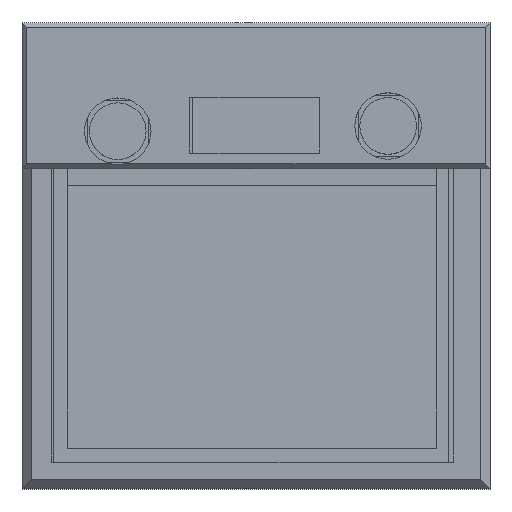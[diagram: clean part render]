
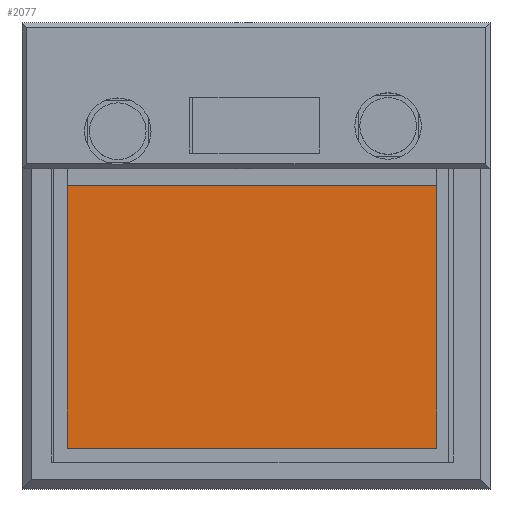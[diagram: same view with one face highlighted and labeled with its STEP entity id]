
A CAD part, top view. The second image highlights one B-rep face of the part: STEP entity #2077.
In plain terms, the highlighted planar face has unit normal (0, 0, 1).
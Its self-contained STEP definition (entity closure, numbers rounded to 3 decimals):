
#87=FACE_OUTER_BOUND('',#209,.T.);
#209=EDGE_LOOP('',(#1517,#1518,#1519,#1520));
#393=LINE('',#3021,#673);
#394=LINE('',#3023,#674);
#395=LINE('',#3025,#675);
#396=LINE('',#3026,#676);
#673=VECTOR('',#2461,10.);
#674=VECTOR('',#2462,10.);
#675=VECTOR('',#2463,10.);
#676=VECTOR('',#2464,10.);
#925=VERTEX_POINT('',#3019);
#926=VERTEX_POINT('',#3020);
#927=VERTEX_POINT('',#3022);
#928=VERTEX_POINT('',#3024);
#1143=EDGE_CURVE('',#925,#926,#393,.T.);
#1144=EDGE_CURVE('',#926,#927,#394,.T.);
#1145=EDGE_CURVE('',#927,#928,#395,.T.);
#1146=EDGE_CURVE('',#928,#925,#396,.T.);
#1517=ORIENTED_EDGE('',*,*,#1143,.T.);
#1518=ORIENTED_EDGE('',*,*,#1144,.T.);
#1519=ORIENTED_EDGE('',*,*,#1145,.T.);
#1520=ORIENTED_EDGE('',*,*,#1146,.T.);
#1963=PLANE('',#2211);
#2077=ADVANCED_FACE('',(#87),#1963,.T.);
#2211=AXIS2_PLACEMENT_3D('',#3018,#2459,#2460);
#2459=DIRECTION('center_axis',(0.,0.,1.));
#2460=DIRECTION('ref_axis',(1.,0.,0.));
#2461=DIRECTION('',(1.,0.,0.));
#2462=DIRECTION('',(0.,1.,0.));
#2463=DIRECTION('',(-1.,0.,0.));
#2464=DIRECTION('',(0.,-1.,0.));
#3018=CARTESIAN_POINT('Origin',(-14.535,-36.5,19.7));
#3019=CARTESIAN_POINT('',(-54.622,-65.,19.7));
#3020=CARTESIAN_POINT('',(25.552,-65.,19.7));
#3021=CARTESIAN_POINT('',(25.552,-65.,19.7));
#3022=CARTESIAN_POINT('',(25.552,-8.,19.7));
#3023=CARTESIAN_POINT('',(25.552,-8.,19.7));
#3024=CARTESIAN_POINT('',(-54.622,-8.,19.7));
#3025=CARTESIAN_POINT('',(-54.622,-8.,19.7));
#3026=CARTESIAN_POINT('',(-54.622,-65.,19.7));
